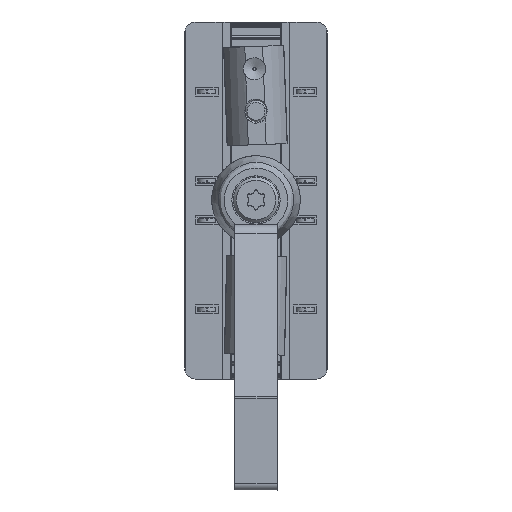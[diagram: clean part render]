
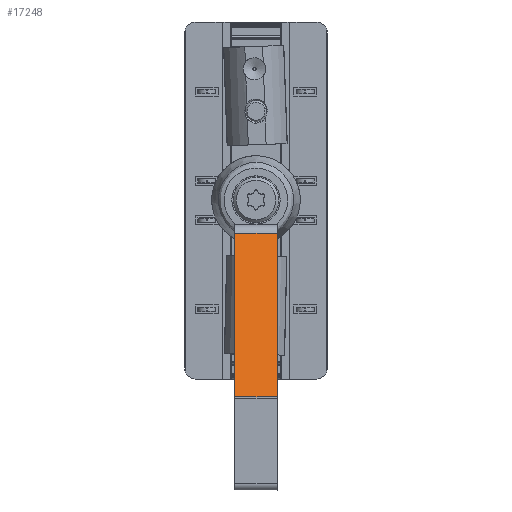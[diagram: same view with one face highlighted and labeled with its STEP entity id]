
A CAD part, top view. The second image highlights one B-rep face of the part: STEP entity #17248.
In plain terms, the highlighted face is planar.
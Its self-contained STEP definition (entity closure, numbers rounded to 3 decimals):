
#164 = LINE ( 'NONE', #12260, #12440 ) ;
#282 = DIRECTION ( 'NONE',  ( 0.318, -0.948, 0. ) ) ;
#773 = DIRECTION ( 'NONE',  ( 0., 0., -1. ) ) ;
#2064 = CARTESIAN_POINT ( 'NONE',  ( 44.107, 41.459, 4.75 ) ) ;
#2658 = DIRECTION ( 'NONE',  ( 0., 0., 1. ) ) ;
#3155 = LINE ( 'NONE', #15233, #19702 ) ;
#4430 = VERTEX_POINT ( 'NONE', #2064 ) ;
#6601 = ORIENTED_EDGE ( 'NONE', *, *, #14997, .F. ) ;
#6739 = VERTEX_POINT ( 'NONE', #18203 ) ;
#7333 = EDGE_CURVE ( 'NONE', #19893, #4430, #164, .T. ) ;
#8355 = ORIENTED_EDGE ( 'NONE', *, *, #16641, .T. ) ;
#8544 = LINE ( 'NONE', #19215, #9048 ) ;
#8869 = DIRECTION ( 'NONE',  ( -0.948, -0.318, 0. ) ) ;
#9048 = VECTOR ( 'NONE', #9623, 1000. ) ;
#9271 = CARTESIAN_POINT ( 'NONE',  ( 44.107, 41.459, -4.75 ) ) ;
#9623 = DIRECTION ( 'NONE',  ( -0.948, -0.318, 0. ) ) ;
#9871 = CARTESIAN_POINT ( 'NONE',  ( 44.107, 41.459, 4.75 ) ) ;
#9960 = VECTOR ( 'NONE', #773, 1000. ) ;
#10068 = ORIENTED_EDGE ( 'NONE', *, *, #14448, .F. ) ;
#10344 = VERTEX_POINT ( 'NONE', #19317 ) ;
#10765 = ORIENTED_EDGE ( 'NONE', *, *, #7333, .F. ) ;
#11485 = DIRECTION ( 'NONE',  ( 0.948, 0.318, 0. ) ) ;
#12260 = CARTESIAN_POINT ( 'NONE',  ( 44.107, 41.459, 4.75 ) ) ;
#12440 = VECTOR ( 'NONE', #2658, 1000. ) ;
#13410 = AXIS2_PLACEMENT_3D ( 'NONE', #9871, #282, #11485 ) ;
#14448 = EDGE_CURVE ( 'NONE', #10344, #6739, #18469, .T. ) ;
#14997 = EDGE_CURVE ( 'NONE', #4430, #10344, #3155, .T. ) ;
#15233 = CARTESIAN_POINT ( 'NONE',  ( 44.107, 41.459, 4.75 ) ) ;
#16081 = EDGE_LOOP ( 'NONE', ( #10068, #6601, #10765, #8355 ) ) ;
#16188 = PLANE ( 'NONE',  #13410 ) ;
#16641 = EDGE_CURVE ( 'NONE', #19893, #6739, #8544, .T. ) ;
#17248 = ADVANCED_FACE ( 'NONE', ( #17274 ), #16188, .F. ) ;
#17274 = FACE_OUTER_BOUND ( 'NONE', #16081, .T. ) ;
#18203 = CARTESIAN_POINT ( 'NONE',  ( 7.411, 29.152, -4.75 ) ) ;
#18469 = LINE ( 'NONE', #19950, #9960 ) ;
#19215 = CARTESIAN_POINT ( 'NONE',  ( 44.107, 41.459, -4.75 ) ) ;
#19317 = CARTESIAN_POINT ( 'NONE',  ( 7.411, 29.152, 4.75 ) ) ;
#19702 = VECTOR ( 'NONE', #8869, 1000. ) ;
#19893 = VERTEX_POINT ( 'NONE', #9271 ) ;
#19950 = CARTESIAN_POINT ( 'NONE',  ( 7.411, 29.152, 4.75 ) ) ;
